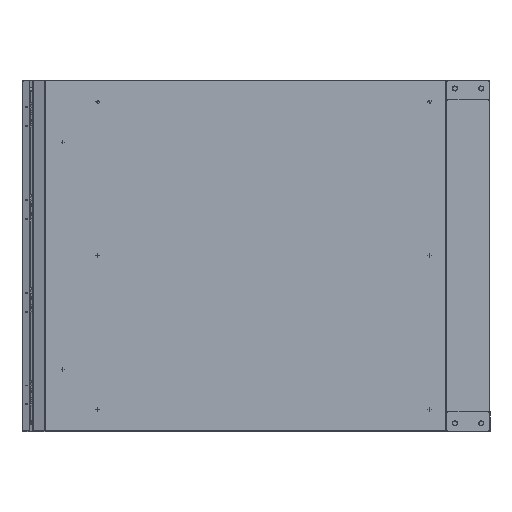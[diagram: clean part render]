
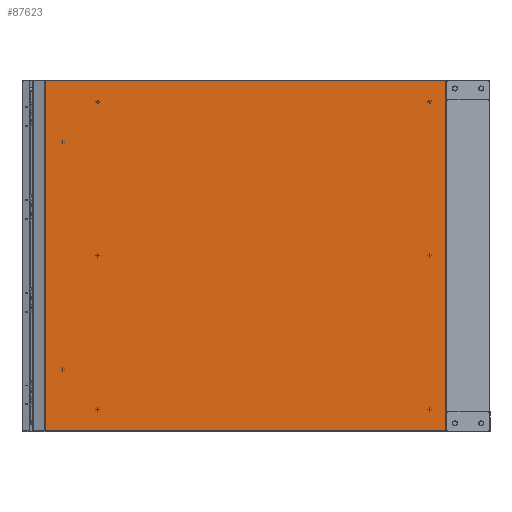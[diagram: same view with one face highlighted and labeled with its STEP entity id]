
A CAD part, left-side view. The second image highlights one B-rep face of the part: STEP entity #87623.
In plain terms, the highlighted planar face has unit normal (-1, 0, 0).
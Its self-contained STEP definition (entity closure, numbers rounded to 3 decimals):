
#10065=FACE_OUTER_BOUND('',#15386,.T.);
#15386=EDGE_LOOP('',(#55782,#55783,#55784,#55785,#55786,#55787,#55788,#55789));
#23213=LINE('',#125563,#29616);
#23214=LINE('',#125565,#29617);
#23215=LINE('',#125567,#29618);
#23216=LINE('',#125569,#29619);
#23217=LINE('',#125571,#29620);
#23218=LINE('',#125573,#29621);
#23219=LINE('',#125575,#29622);
#23220=LINE('',#125576,#29623);
#29616=VECTOR('',#101853,10.);
#29617=VECTOR('',#101854,10.);
#29618=VECTOR('',#101855,10.);
#29619=VECTOR('',#101856,0.929);
#29620=VECTOR('',#101857,910.811);
#29621=VECTOR('',#101858,796.859);
#29622=VECTOR('',#101859,910.811);
#29623=VECTOR('',#101860,0.929);
#36042=VERTEX_POINT('',#125561);
#36043=VERTEX_POINT('',#125562);
#36044=VERTEX_POINT('',#125564);
#36045=VERTEX_POINT('',#125566);
#36046=VERTEX_POINT('',#125568);
#36047=VERTEX_POINT('',#125570);
#36048=VERTEX_POINT('',#125572);
#36049=VERTEX_POINT('',#125574);
#44293=EDGE_CURVE('',#36042,#36043,#23213,.T.);
#44294=EDGE_CURVE('',#36044,#36043,#23214,.T.);
#44295=EDGE_CURVE('',#36045,#36044,#23215,.T.);
#44296=EDGE_CURVE('',#36045,#36046,#23216,.T.);
#44297=EDGE_CURVE('',#36047,#36046,#23217,.T.);
#44298=EDGE_CURVE('',#36048,#36047,#23218,.T.);
#44299=EDGE_CURVE('',#36049,#36048,#23219,.T.);
#44300=EDGE_CURVE('',#36042,#36049,#23220,.T.);
#55782=ORIENTED_EDGE('',*,*,#44293,.T.);
#55783=ORIENTED_EDGE('',*,*,#44294,.F.);
#55784=ORIENTED_EDGE('',*,*,#44295,.F.);
#55785=ORIENTED_EDGE('',*,*,#44296,.T.);
#55786=ORIENTED_EDGE('',*,*,#44297,.F.);
#55787=ORIENTED_EDGE('',*,*,#44298,.F.);
#55788=ORIENTED_EDGE('',*,*,#44299,.F.);
#55789=ORIENTED_EDGE('',*,*,#44300,.F.);
#78682=PLANE('',#93352);
#87623=ADVANCED_FACE('',(#10065),#78682,.F.);
#93352=AXIS2_PLACEMENT_3D('',#125560,#101851,#101852);
#101851=DIRECTION('center_axis',(1.,0.,0.));
#101852=DIRECTION('ref_axis',(0.,1.,0.));
#101853=DIRECTION('',(0.,1.,0.));
#101854=DIRECTION('',(0.,0.,1.));
#101855=DIRECTION('',(0.,1.,0.));
#101856=DIRECTION('',(0.,0.,-1.));
#101857=DIRECTION('',(0.,1.,0.));
#101858=DIRECTION('',(0.,0.,-1.));
#101859=DIRECTION('',(0.,-1.,0.));
#101860=DIRECTION('',(0.,0.,1.));
#125560=CARTESIAN_POINT('Origin',(0.,-465.295,
0.));
#125561=CARTESIAN_POINT('',(0.,444.866,397.5));
#125562=CARTESIAN_POINT('',(0.,445.307,397.5));
#125563=CARTESIAN_POINT('',(0.,-10.033,397.5));
#125564=CARTESIAN_POINT('',(0.,445.307,-397.5));
#125565=CARTESIAN_POINT('',(0.,445.307,0.));
#125566=CARTESIAN_POINT('',(0.,444.866,-397.5));
#125567=CARTESIAN_POINT('',(0.,-10.215,-397.5));
#125568=CARTESIAN_POINT('',(0.,444.866,-398.429));
#125569=CARTESIAN_POINT('',(0.,444.866,-397.16));
#125570=CARTESIAN_POINT('',(0.,-465.945,-398.429));
#125571=CARTESIAN_POINT('',(0.,-237.267,-398.429));
#125572=CARTESIAN_POINT('',(0.,-465.945,398.429));
#125573=CARTESIAN_POINT('',(0.,-465.945,398.429));
#125574=CARTESIAN_POINT('',(0.,444.866,398.429));
#125575=CARTESIAN_POINT('',(0.,-464.645,398.429));
#125576=CARTESIAN_POINT('',(0.,444.866,397.16));
